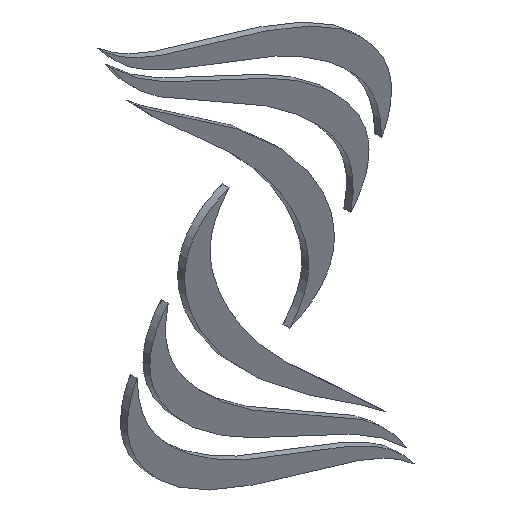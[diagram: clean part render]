
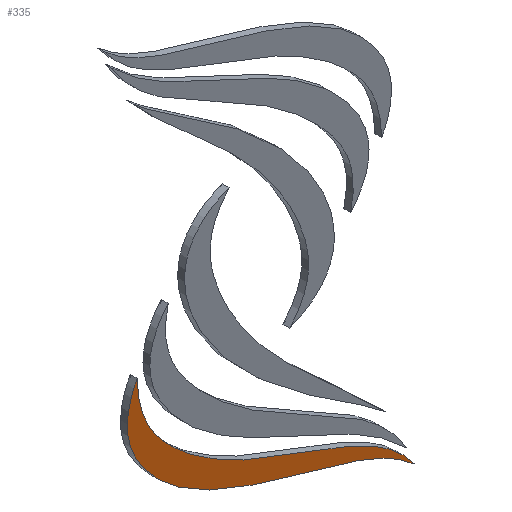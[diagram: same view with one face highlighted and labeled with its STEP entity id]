
A CAD part, isometric view. The second image highlights one B-rep face of the part: STEP entity #335.
In plain terms, the highlighted planar face has unit normal (0, -1, 0).
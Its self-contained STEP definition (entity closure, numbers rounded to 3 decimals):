
#21 = CARTESIAN_POINT ( 'NONE',  ( 67.51, 0., -111.623 ) ) ;
#77 = CARTESIAN_POINT ( 'NONE',  ( -49.247, 0., -66.259 ) ) ;
#81 = EDGE_LOOP ( 'NONE', ( #692, #425 ) ) ;
#86 = B_SPLINE_CURVE_WITH_KNOTS ( 'NONE', 3,
 ( #21, #560, #440, #77, #744, #310 ),
 .UNSPECIFIED., .F., .F.,
 ( 4, 1, 1, 4 ),
 ( 0., 0.411, 0.782, 1. ),
 .UNSPECIFIED. ) ;
#111 = CARTESIAN_POINT ( 'NONE',  ( -53.362, 0., -18.832 ) ) ;
#117 = CARTESIAN_POINT ( 'NONE',  ( -39.972, 0., -55.985 ) ) ;
#123 = CARTESIAN_POINT ( 'NONE',  ( 8.119, 0., -82.853 ) ) ;
#187 = DIRECTION ( 'NONE',  ( 0., 0., 1. ) ) ;
#310 = CARTESIAN_POINT ( 'NONE',  ( -53.362, 0., -18.832 ) ) ;
#315 = PLANE ( 'NONE',  #435 ) ;
#324 = CARTESIAN_POINT ( 'NONE',  ( -53.362, 0., -18.832 ) ) ;
#335 = ADVANCED_FACE ( 'NONE', ( #778 ), #315, .F. ) ;
#357 = CARTESIAN_POINT ( 'NONE',  ( -53.043, 0., -32.58 ) ) ;
#358 = VERTEX_POINT ( 'NONE', #324 ) ;
#376 = CARTESIAN_POINT ( 'NONE',  ( 67.51, 0., -111.623 ) ) ;
#396 = B_SPLINE_CURVE_WITH_KNOTS ( 'NONE', 3,
 ( #111, #357, #117, #123, #746, #376 ),
 .UNSPECIFIED., .F., .F.,
 ( 4, 1, 1, 4 ),
 ( 0., 0.199, 0.562, 1. ),
 .UNSPECIFIED. ) ;
#425 = ORIENTED_EDGE ( 'NONE', *, *, #780, .F. ) ;
#430 = CARTESIAN_POINT ( 'NONE',  ( 67.51, 0., -111.623 ) ) ;
#435 = AXIS2_PLACEMENT_3D ( 'NONE', #750, #753, #187 ) ;
#440 = CARTESIAN_POINT ( 'NONE',  ( 5.099, 0., -89.787 ) ) ;
#560 = CARTESIAN_POINT ( 'NONE',  ( 52.947, 0., -98.187 ) ) ;
#692 = ORIENTED_EDGE ( 'NONE', *, *, #710, .F. ) ;
#710 = EDGE_CURVE ( 'NONE', #358, #725, #396, .T. ) ;
#725 = VERTEX_POINT ( 'NONE', #430 ) ;
#744 = CARTESIAN_POINT ( 'NONE',  ( -61.428, 0., -34.048 ) ) ;
#746 = CARTESIAN_POINT ( 'NONE',  ( 54.387, 0., -92.854 ) ) ;
#750 = CARTESIAN_POINT ( 'NONE',  ( -3.516, 0., -74.465 ) ) ;
#753 = DIRECTION ( 'NONE',  ( 0., 1., 0. ) ) ;
#778 = FACE_OUTER_BOUND ( 'NONE', #81, .T. ) ;
#780 = EDGE_CURVE ( 'NONE', #725, #358, #86, .T. ) ;
